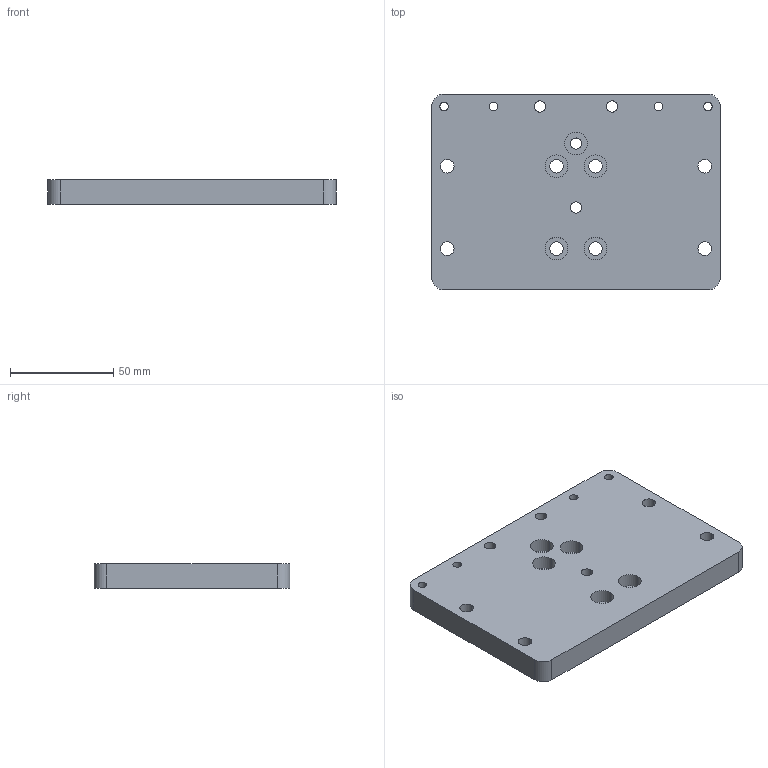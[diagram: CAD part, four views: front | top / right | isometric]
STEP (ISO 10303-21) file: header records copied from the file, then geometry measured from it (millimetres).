
FILE_DESCRIPTION (( 'STEP AP214' ), '1' );
FILE_NAME ('tram_plate.STEP', '2021-03-06T20:17:39', ( '' ), ( '' ), 'SwSTEP 2.0', 'SolidWorks 2016', '' );
FILE_SCHEMA (( 'AUTOMOTIVE_DESIGN' ));
Length unit declared in the file: millimetre
Products named in the file (1): tram_plate
Bounding box: 140 x 95 x 12 mm (x, y, z)
Volume: 152000.4 mm3; surface area: 35153 mm2
Topology: 1 solids, 1 shells, 57 faces, 150 edges, 100 vertices
Faces by surface type: cylinder 46, plane 11
Entity records: 1914 total; most frequent: DIRECTION 358, CARTESIAN_POINT 308, ORIENTED_EDGE 300, EDGE_CURVE 150, AXIS2_PLACEMENT_3D 150, VERTEX_POINT 100, EDGE_LOOP 94, CIRCLE 92
